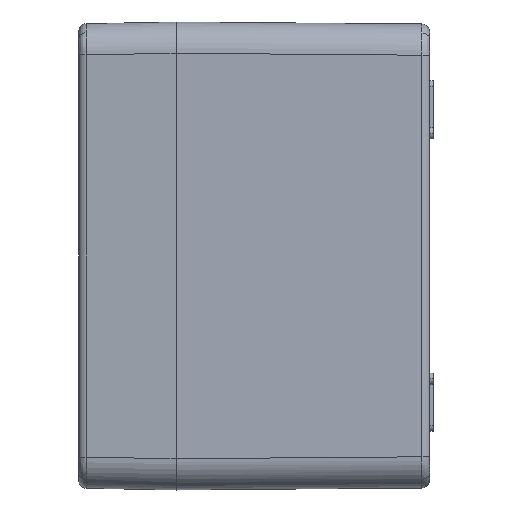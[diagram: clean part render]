
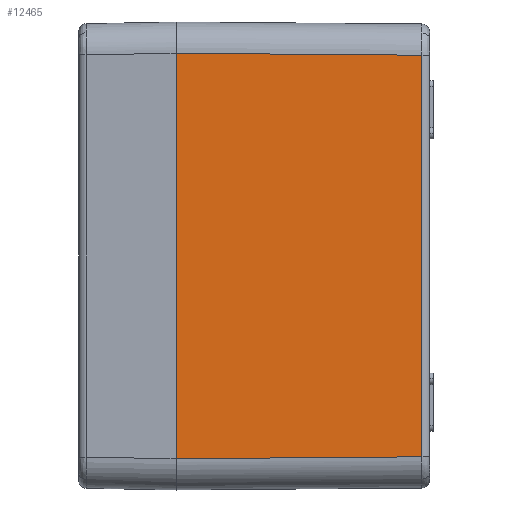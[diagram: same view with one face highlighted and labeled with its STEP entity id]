
A CAD part, left-side view. The second image highlights one B-rep face of the part: STEP entity #12465.
In plain terms, the highlighted planar face has unit normal (-1, -0.008, 0).
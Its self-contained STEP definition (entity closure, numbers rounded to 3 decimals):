
#1123=LINE('',#29676,#1737);
#1170=LINE('',#30391,#1784);
#1171=LINE('',#30392,#1785);
#1172=LINE('',#30393,#1786);
#1737=VECTOR('',#16326,1000.);
#1784=VECTOR('',#16433,1000.);
#1785=VECTOR('',#16434,1000.);
#1786=VECTOR('',#16435,1000.);
#2062=PLANE('',#13705);
#3306=FACE_OUTER_BOUND('',#4218,.T.);
#4218=EDGE_LOOP('',(#10463,#10464,#10465,#10466));
#5948=VERTEX_POINT('',#28463);
#6121=VERTEX_POINT('',#29673);
#6122=VERTEX_POINT('',#29675);
#6164=VERTEX_POINT('',#30390);
#7633=EDGE_CURVE('',#6122,#6121,#1123,.T.);
#7706=EDGE_CURVE('',#6121,#6164,#1170,.T.);
#7707=EDGE_CURVE('',#6164,#5948,#1171,.T.);
#7708=EDGE_CURVE('',#5948,#6122,#1172,.T.);
#10463=ORIENTED_EDGE('',*,*,#7706,.T.);
#10464=ORIENTED_EDGE('',*,*,#7707,.T.);
#10465=ORIENTED_EDGE('',*,*,#7708,.T.);
#10466=ORIENTED_EDGE('',*,*,#7633,.T.);
#12465=ADVANCED_FACE('',(#3306),#2062,.T.);
#13705=AXIS2_PLACEMENT_3D('',#30389,#16431,#16432);
#16326=DIRECTION('',(0.,0.,-1.));
#16431=DIRECTION('center_axis',(-1.,-0.008,
0.));
#16432=DIRECTION('ref_axis',(0.008,-1.,0.));
#16433=DIRECTION('',(0.008,-1.,0.008));
#16434=DIRECTION('',(0.,0.,1.));
#16435=DIRECTION('',(-0.008,1.,0.008));
#28463=CARTESIAN_POINT('',(-60.489,-63.016,51.49));
#29673=CARTESIAN_POINT('',(-60.984,0.,-51.985));
#29675=CARTESIAN_POINT('',(-60.984,0.,51.985));
#29676=CARTESIAN_POINT('',(-60.984,0.,-60.));
#30389=CARTESIAN_POINT('Origin',(-61.,2.,-60.));
#30390=CARTESIAN_POINT('',(-60.489,-63.016,-51.49));
#30391=CARTESIAN_POINT('',(-61.,2.063,-52.001));
#30392=CARTESIAN_POINT('',(-60.489,-63.016,51.474));
#30393=CARTESIAN_POINT('',(-60.993,1.12,51.993));
